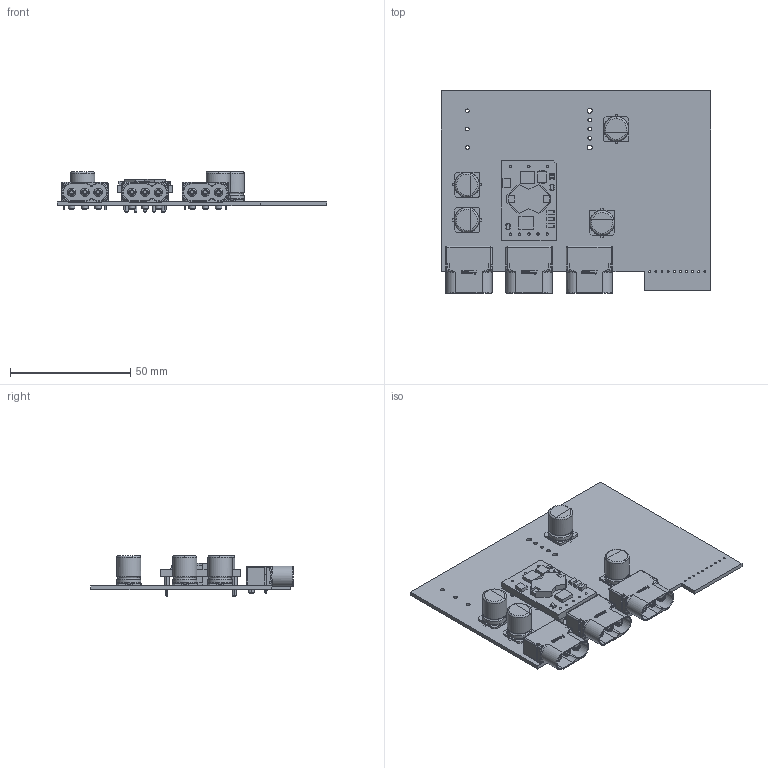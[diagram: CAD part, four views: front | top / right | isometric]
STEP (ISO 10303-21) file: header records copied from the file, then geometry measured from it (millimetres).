
FILE_DESCRIPTION(('KiCad electronic assembly'),'2;1');
FILE_NAME('Atemplate-card.step','2024-04-02T11:10:44',('Pcbnew'),( 'Kicad'),'Open CASCADE STEP processor 7.7','KiCad to STEP converter' ,'Unknown');
FILE_SCHEMA(('AUTOMOTIVE_DESIGN { 1 0 10303 214 1 1 1 1 }'));
Length unit declared in the file: millimetre
Products named in the file (8): Atemplate-card 1; CP_Elec_10x12.5; CP_Elec_10x125; V36SE05010NRFA; MR60PW-M; Atemplate-card_PCB
Assembly tree (12 placements, depth 3):
  Atemplate-card 1
    CP_Elec_10x12.5  x4
      CP_Elec_10x125
    V36SE05010NRFA
      V36SE05010NRFA
    MR60PW-M  x3
      MR60PW-M
    Atemplate-card_PCB
Bounding box: 111.82 x 83.96 x 16.8 mm (x, y, z)
Volume: 27211.6 mm3; surface area: 31094.9 mm2
Topology: 51 solids, 51 shells, 2603 faces, 6577 edges, 4168 vertices
Faces by surface type: plane 1095, cylinder 744, bspline 566, torus 136, cone 34, sphere 24, revolution 4
Full cylindrical faces by diameter (mm): 0.78 x10, 1.45 x6, 1.5 x6, 1.95 x2, 2 x2, 2.95 x9, 10 x8
Entity records: 46602 total; most frequent: CARTESIAN_POINT 15135, ORIENTED_EDGE 6136, DIRECTION 5461, EDGE_CURVE 3068, VERTEX_POINT 1977, LINE 1862, VECTOR 1862, AXIS2_PLACEMENT_3D 1799
